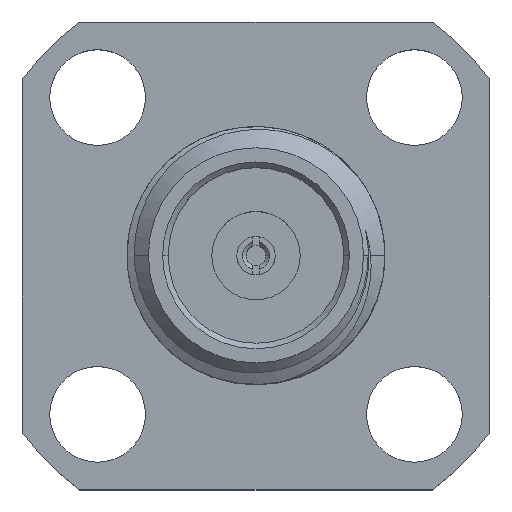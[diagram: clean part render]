
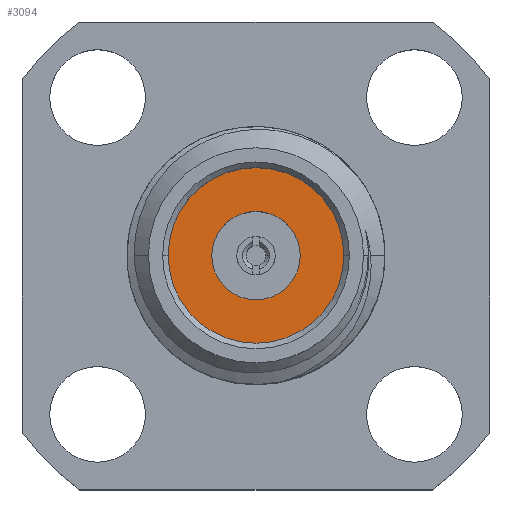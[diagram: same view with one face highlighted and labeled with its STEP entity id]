
A CAD part, top view. The second image highlights one B-rep face of the part: STEP entity #3094.
In plain terms, the highlighted planar face has unit normal (0, 0, 1).
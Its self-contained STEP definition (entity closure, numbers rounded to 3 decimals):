
#148 = CARTESIAN_POINT ( 'NONE',  ( 1.2, 0., 6.9 ) ) ;
#191 = FACE_BOUND ( 'NONE', #4307, .T. ) ;
#340 = CIRCLE ( 'NONE', #3417, 2.385 ) ;
#608 = CARTESIAN_POINT ( 'NONE',  ( 0., 0., 6.9 ) ) ;
#864 = VERTEX_POINT ( 'NONE', #2036 ) ;
#927 = DIRECTION ( 'NONE',  ( 0., 0., 1. ) ) ;
#1044 = EDGE_CURVE ( 'NONE', #4416, #4004, #340, .T. ) ;
#1087 = DIRECTION ( 'NONE',  ( 1., 0., 0. ) ) ;
#1123 = DIRECTION ( 'NONE',  ( 0., 0., 1. ) ) ;
#1145 = AXIS2_PLACEMENT_3D ( 'NONE', #3260, #1123, #4885 ) ;
#1430 = DIRECTION ( 'NONE',  ( 1., 0., 0. ) ) ;
#1759 = CARTESIAN_POINT ( 'NONE',  ( 2.385, 0., 6.9 ) ) ;
#1981 = EDGE_LOOP ( 'NONE', ( #4253, #4802 ) ) ;
#2036 = CARTESIAN_POINT ( 'NONE',  ( -1.2, 0., 6.9 ) ) ;
#2041 = CIRCLE ( 'NONE', #4498, 2.385 ) ;
#2504 = DIRECTION ( 'NONE',  ( 1., 0., 0. ) ) ;
#2738 = ORIENTED_EDGE ( 'NONE', *, *, #4893, .F. ) ;
#3009 = AXIS2_PLACEMENT_3D ( 'NONE', #3423, #4701, #2504 ) ;
#3079 = AXIS2_PLACEMENT_3D ( 'NONE', #608, #927, #1430 ) ;
#3094 = ADVANCED_FACE ( 'NONE', ( #191, #5228 ), #4382, .T. ) ;
#3260 = CARTESIAN_POINT ( 'NONE',  ( 0., 0., 6.9 ) ) ;
#3337 = EDGE_CURVE ( 'NONE', #864, #3484, #5299, .T. ) ;
#3417 = AXIS2_PLACEMENT_3D ( 'NONE', #4598, #5045, #5454 ) ;
#3423 = CARTESIAN_POINT ( 'NONE',  ( 0., 0., 6.9 ) ) ;
#3484 = VERTEX_POINT ( 'NONE', #148 ) ;
#3668 = EDGE_CURVE ( 'NONE', #4004, #4416, #2041, .T. ) ;
#4004 = VERTEX_POINT ( 'NONE', #4483 ) ;
#4061 = ORIENTED_EDGE ( 'NONE', *, *, #3337, .F. ) ;
#4253 = ORIENTED_EDGE ( 'NONE', *, *, #1044, .F. ) ;
#4307 = EDGE_LOOP ( 'NONE', ( #2738, #4061 ) ) ;
#4382 = PLANE ( 'NONE',  #3079 ) ;
#4416 = VERTEX_POINT ( 'NONE', #1759 ) ;
#4483 = CARTESIAN_POINT ( 'NONE',  ( -2.385, 0., 6.9 ) ) ;
#4498 = AXIS2_PLACEMENT_3D ( 'NONE', #4845, #5297, #1087 ) ;
#4598 = CARTESIAN_POINT ( 'NONE',  ( 0., 0., 6.9 ) ) ;
#4701 = DIRECTION ( 'NONE',  ( 0., 0., 1. ) ) ;
#4802 = ORIENTED_EDGE ( 'NONE', *, *, #3668, .F. ) ;
#4845 = CARTESIAN_POINT ( 'NONE',  ( 0., 0., 6.9 ) ) ;
#4885 = DIRECTION ( 'NONE',  ( 1., 0., 0. ) ) ;
#4893 = EDGE_CURVE ( 'NONE', #3484, #864, #4960, .T. ) ;
#4960 = CIRCLE ( 'NONE', #3009, 1.2 ) ;
#5045 = DIRECTION ( 'NONE',  ( 0., 0., -1. ) ) ;
#5228 = FACE_OUTER_BOUND ( 'NONE', #1981, .T. ) ;
#5297 = DIRECTION ( 'NONE',  ( 0., 0., -1. ) ) ;
#5299 = CIRCLE ( 'NONE', #1145, 1.2 ) ;
#5454 = DIRECTION ( 'NONE',  ( 1., 0., 0. ) ) ;
